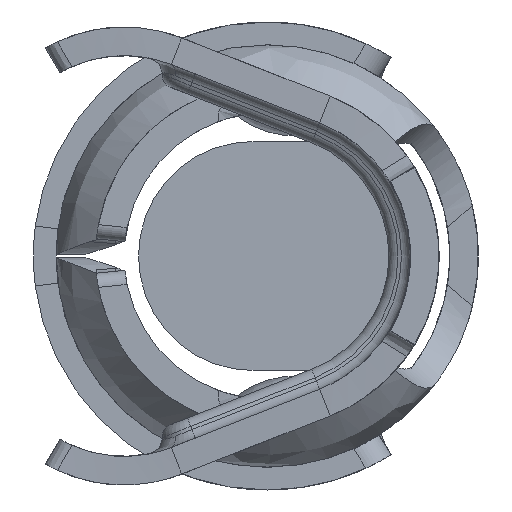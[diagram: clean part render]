
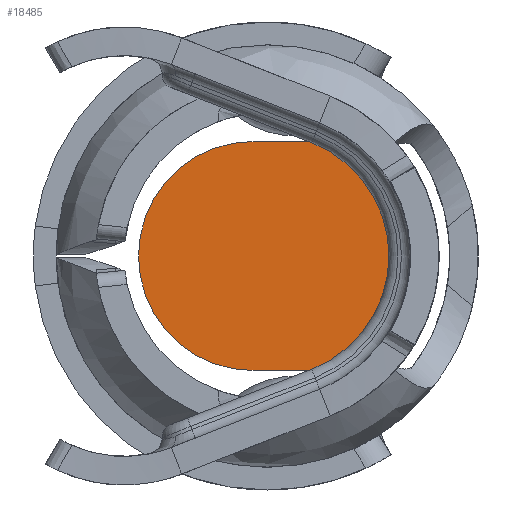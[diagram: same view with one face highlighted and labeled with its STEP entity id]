
A CAD part, left-side view. The second image highlights one B-rep face of the part: STEP entity #18485.
In plain terms, the highlighted planar face has unit normal (-1, 0, 0).
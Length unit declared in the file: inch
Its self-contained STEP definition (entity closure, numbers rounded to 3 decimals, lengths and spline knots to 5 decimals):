
#887 = VECTOR ( 'NONE', #8345, 39.37008 ) ;
#1310 = CARTESIAN_POINT ( 'NONE',  ( -0.57, -0.09542, 0.03065 ) ) ;
#2806 = DIRECTION ( 'NONE',  ( 0., 1., 0. ) ) ;
#4011 = CARTESIAN_POINT ( 'NONE',  ( -0.57, -0.08137, 0.05836 ) ) ;
#4187 = CARTESIAN_POINT ( 'NONE',  ( -0.57, -0.06553, -0.07541 ) ) ;
#5323 = VERTEX_POINT ( 'NONE', #21072 ) ;
#5785 = EDGE_CURVE ( 'NONE', #5323, #26516, #16431, .T. ) ;
#5842 = DIRECTION ( 'NONE',  ( 0., 0., -1. ) ) ;
#6614 = CARTESIAN_POINT ( 'NONE',  ( -0.57, -0.05919, 0.08 ) ) ;
#6684 = CARTESIAN_POINT ( 'NONE',  ( -0.57, -0.05919, 0.08 ) ) ;
#6856 = CARTESIAN_POINT ( 'NONE',  ( -0.57, -0.08572, -0.05181 ) ) ;
#7107 = VECTOR ( 'NONE', #2806, 39.37008 ) ;
#7140 = DIRECTION ( 'NONE',  ( 0., 0., -1. ) ) ;
#7145 = CIRCLE ( 'NONE', #27243, 0.08 ) ;
#8004 = CARTESIAN_POINT ( 'NONE',  ( -0.57, 0.01, -0.08 ) ) ;
#8345 = DIRECTION ( 'NONE',  ( 0., -1., 0. ) ) ;
#8517 = PLANE ( 'NONE',  #20796 ) ;
#8819 = VERTEX_POINT ( 'NONE', #6614 ) ;
#9564 = CARTESIAN_POINT ( 'NONE',  ( -0.57, -0.09909, -0.01547 ) ) ;
#10815 = EDGE_LOOP ( 'NONE', ( #17322, #24885, #14085, #31188 ) ) ;
#11459 = EDGE_CURVE ( 'NONE', #8819, #5323, #35223, .T. ) ;
#12262 = CARTESIAN_POINT ( 'NONE',  ( -0.57, -0.09907, 0.0156 ) ) ;
#14085 = ORIENTED_EDGE ( 'NONE', *, *, #30620, .F. ) ;
#14951 = CARTESIAN_POINT ( 'NONE',  ( -0.57, -0.08565, 0.05191 ) ) ;
#15125 = CARTESIAN_POINT ( 'NONE',  ( -0.57, -0.05919, -0.08 ) ) ;
#16431 = LINE ( 'NONE', #27413, #7107 ) ;
#17322 = ORIENTED_EDGE ( 'NONE', *, *, #11459, .F. ) ;
#17623 = CARTESIAN_POINT ( 'NONE',  ( -0.57, -0.06542, 0.07548 ) ) ;
#17799 = CARTESIAN_POINT ( 'NONE',  ( -0.57, -0.08133, -0.0584 ) ) ;
#18485 = ADVANCED_FACE ( 'NONE', ( #33121 ), #8517, .F. ) ;
#19478 = CARTESIAN_POINT ( 'NONE',  ( -0.57, -0.12, 0.00011 ) ) ;
#20515 = CARTESIAN_POINT ( 'NONE',  ( -0.57, -0.09543, -0.03062 ) ) ;
#20793 = CARTESIAN_POINT ( 'NONE',  ( -0.57, 0.01, 0. ) ) ;
#20796 = AXIS2_PLACEMENT_3D ( 'NONE', #19478, #30434, #5842 ) ;
#21072 = CARTESIAN_POINT ( 'NONE',  ( -0.57, -0.05919, -0.08 ) ) ;
#21992 = LINE ( 'NONE', #32945, #887 ) ;
#23213 = CARTESIAN_POINT ( 'NONE',  ( -0.57, -0.10003, 0.00777 ) ) ;
#24885 = ORIENTED_EDGE ( 'NONE', *, *, #31724, .F. ) ;
#25924 = CARTESIAN_POINT ( 'NONE',  ( -0.57, -0.09269, 0.03807 ) ) ;
#26516 = VERTEX_POINT ( 'NONE', #8004 ) ;
#27243 = AXIS2_PLACEMENT_3D ( 'NONE', #20793, #31750, #7140 ) ;
#27413 = CARTESIAN_POINT ( 'NONE',  ( -0.57, -0.08898, -0.08 ) ) ;
#28594 = CARTESIAN_POINT ( 'NONE',  ( -0.57, -0.07118, 0.07022 ) ) ;
#28774 = CARTESIAN_POINT ( 'NONE',  ( -0.57, -0.07123, -0.07017 ) ) ;
#30412 = CARTESIAN_POINT ( 'NONE',  ( -0.57, 0.01, 0.08 ) ) ;
#30434 = DIRECTION ( 'NONE',  ( 1., 0., 0. ) ) ;
#30620 = EDGE_CURVE ( 'NONE', #26516, #34382, #7145, .T. ) ;
#31188 = ORIENTED_EDGE ( 'NONE', *, *, #5785, .F. ) ;
#31472 = CARTESIAN_POINT ( 'NONE',  ( -0.57, -0.09271, -0.03799 ) ) ;
#31724 = EDGE_CURVE ( 'NONE', #34382, #8819, #21992, .T. ) ;
#31750 = DIRECTION ( 'NONE',  ( 1., 0., 0. ) ) ;
#32945 = CARTESIAN_POINT ( 'NONE',  ( -0.57, -0.08898, 0.08 ) ) ;
#33121 = FACE_OUTER_BOUND ( 'NONE', #10815, .T. ) ;
#34150 = CARTESIAN_POINT ( 'NONE',  ( -0.57, -0.10003, -0.0078 ) ) ;
#34382 = VERTEX_POINT ( 'NONE', #30412 ) ;
#35223 = B_SPLINE_CURVE_WITH_KNOTS ( 'NONE', 3,
 ( #6684, #17623, #28594, #4011, #14951, #25924, #1310, #12262, #23213, #34150, #9564, #20515, #31472, #6856, #17799, #28774, #4187, #15125 ),
 .UNSPECIFIED., .F., .F.,
 ( 4, 2, 2, 2, 2, 2, 2, 2, 4 ),
 ( 0.00161, 0.0022, 0.00278, 0.00337, 0.00395, 0.00453, 0.00512, 0.0057, 0.00628 ),
 .UNSPECIFIED. ) ;
